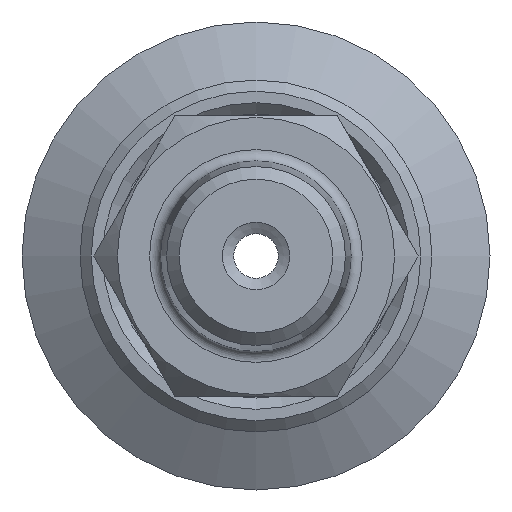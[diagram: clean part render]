
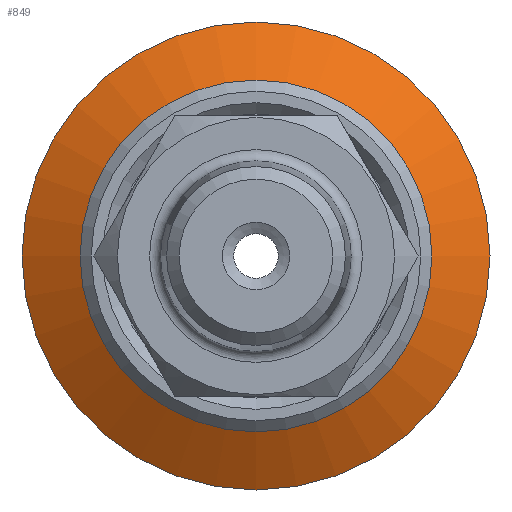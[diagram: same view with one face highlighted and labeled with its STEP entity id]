
A CAD part, left-side view. The second image highlights one B-rep face of the part: STEP entity #849.
In plain terms, the highlighted conical face has half-angle 60 degrees and reference radius 13.906 mm.
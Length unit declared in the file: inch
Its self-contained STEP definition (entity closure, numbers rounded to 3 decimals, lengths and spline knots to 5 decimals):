
#106=FACE_BOUND($,#417,.T.);
#159=CIRCLE($,#969,0.47);
#160=CIRCLE($,#971,0.625);
#177=CONICAL_SURFACE($,#970,0.5475,60.);
#284=FACE_OUTER_BOUND($,#416,.T.);
#416=EDGE_LOOP($,(#754));
#417=EDGE_LOOP($,(#755));
#513=VERTEX_POINT($,#1918);
#514=VERTEX_POINT($,#1921);
#594=EDGE_CURVE($,#513,#513,#159,.T.);
#595=EDGE_CURVE($,#514,#514,#160,.T.);
#754=ORIENTED_EDGE($,*,*,#595,.F.);
#755=ORIENTED_EDGE($,*,*,#594,.T.);
#849=ADVANCED_FACE($,(#284,#106),#177,.T.);
#969=AXIS2_PLACEMENT_3D($,#1919,#1210,#1211);
#970=AXIS2_PLACEMENT_3D($,#1920,#1212,#1213);
#971=AXIS2_PLACEMENT_3D($,#1922,#1214,#1215);
#1210=DIRECTION('center_axis',(1.,0.,0.));
#1211=DIRECTION('ref_axis',(0.,1.,0.));
#1212=DIRECTION('center_axis',(1.,0.,0.));
#1213=DIRECTION('ref_axis',(0.,1.,0.));
#1214=DIRECTION('center_axis',(1.,0.,0.));
#1215=DIRECTION('ref_axis',(0.,1.,0.));
#1918=CARTESIAN_POINT('',(2.70711,0.47,0.));
#1919=CARTESIAN_POINT('Origin',(2.70711,0.,0.));
#1920=CARTESIAN_POINT('Origin',(2.75186,0.,0.));
#1921=CARTESIAN_POINT('',(2.7966,0.625,0.));
#1922=CARTESIAN_POINT('Origin',(2.7966,0.,0.));
